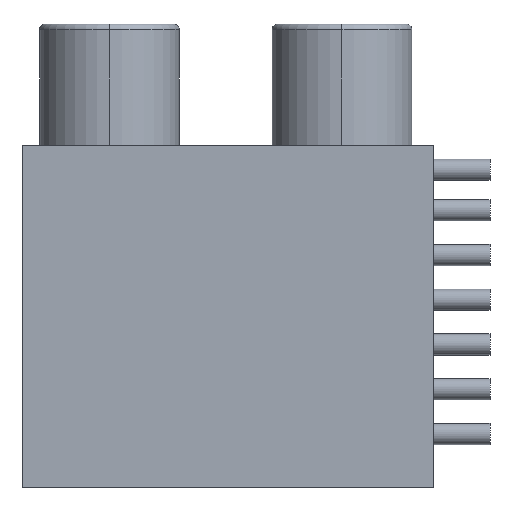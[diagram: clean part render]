
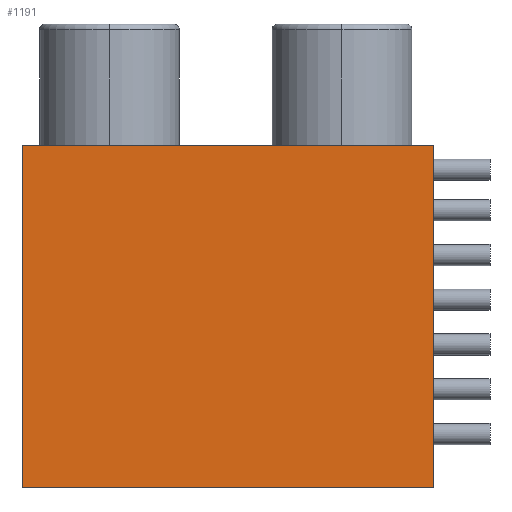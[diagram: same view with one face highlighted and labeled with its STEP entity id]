
A CAD part, left-side view. The second image highlights one B-rep face of the part: STEP entity #1191.
In plain terms, the highlighted planar face has unit normal (-1, 0, 0).
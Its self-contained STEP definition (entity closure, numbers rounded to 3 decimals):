
#224=DIRECTION('',(0.,-1.,0.));
#225=VECTOR('',#224,29.2);
#226=CARTESIAN_POINT('',(-7.2,29.2,-24.3));
#227=LINE('',#226,#225);
#244=DIRECTION('',(0.,-1.,0.));
#245=VECTOR('',#244,29.2);
#246=CARTESIAN_POINT('',(-7.2,29.2,0.));
#247=LINE('',#246,#245);
#282=DIRECTION('',(0.,0.,-1.));
#283=VECTOR('',#282,24.3);
#284=CARTESIAN_POINT('',(-7.2,0.,0.));
#285=LINE('',#284,#283);
#416=DIRECTION('',(0.,0.,-1.));
#417=VECTOR('',#416,24.3);
#418=CARTESIAN_POINT('',(-7.2,29.2,0.));
#419=LINE('',#418,#417);
#852=CARTESIAN_POINT('',(-7.2,29.2,0.));
#853=CARTESIAN_POINT('',(-7.2,0.,0.));
#854=VERTEX_POINT('',#852);
#855=VERTEX_POINT('',#853);
#860=CARTESIAN_POINT('',(-7.2,29.2,-24.3));
#861=CARTESIAN_POINT('',(-7.2,0.,-24.3));
#862=VERTEX_POINT('',#860);
#863=VERTEX_POINT('',#861);
#1179=CARTESIAN_POINT('',(-7.2,29.2,0.));
#1180=DIRECTION('',(-1.,0.,0.));
#1181=DIRECTION('',(0.,-1.,0.));
#1182=AXIS2_PLACEMENT_3D('',#1179,#1180,#1181);
#1183=PLANE('',#1182);
#1184=ORIENTED_EDGE('',*,*,#1063,.T.);
#1185=ORIENTED_EDGE('',*,*,#1096,.T.);
#1186=ORIENTED_EDGE('',*,*,#1033,.F.);
#1188=ORIENTED_EDGE('',*,*,#1187,.F.);
#1189=EDGE_LOOP('',(#1184,#1185,#1186,#1188));
#1190=FACE_OUTER_BOUND('',#1189,.F.);
#1033=EDGE_CURVE('',#862,#863,#227,.T.);
#1063=EDGE_CURVE('',#854,#855,#247,.T.);
#1096=EDGE_CURVE('',#855,#863,#285,.T.);
#1187=EDGE_CURVE('',#854,#862,#419,.T.);
#1191=ADVANCED_FACE('',(#1190),#1183,.T.);
